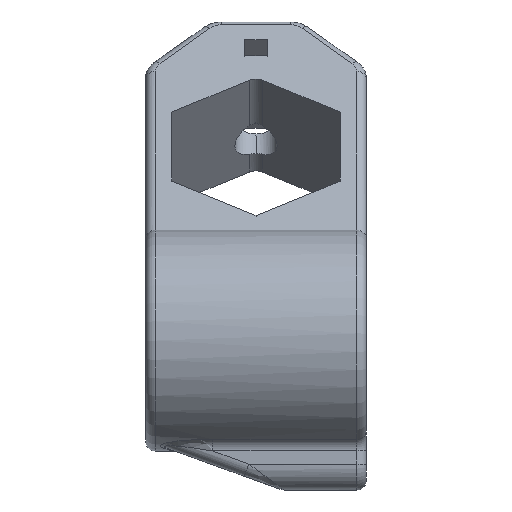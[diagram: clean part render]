
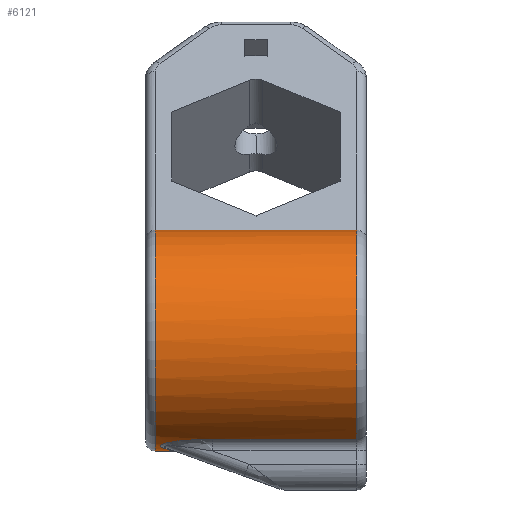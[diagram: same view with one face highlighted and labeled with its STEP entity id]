
A CAD part, left-side view. The second image highlights one B-rep face of the part: STEP entity #6121.
In plain terms, the highlighted cylindrical face has radius 8.5 mm (diameter 17 mm), a partial arc.
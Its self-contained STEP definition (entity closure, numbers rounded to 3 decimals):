
#12 = CARTESIAN_POINT ( 'NONE',  ( -9.013, 7.161, -8.258 ) ) ;
#54 = VECTOR ( 'NONE', #2288, 1000. ) ;
#237 = B_SPLINE_CURVE_WITH_KNOTS ( 'NONE', 3,
 ( #455, #1376, #1327, #1807, #3668, #6065, #370, #1786, #4658, #4167, #1864, #4224, #5131, #2264, #5593, #3247, #434, #4207 ),
 .UNSPECIFIED., .F., .F.,
 ( 4, 2, 2, 2, 2, 2, 2, 2, 4 ),
 ( 0., 0., 0.001, 0.001, 0.001, 0.002, 0.003, 0.004, 0.005 ),
 .UNSPECIFIED. ) ;
#316 = CARTESIAN_POINT ( 'NONE',  ( -7., -7.75, 8.5 ) ) ;
#370 = CARTESIAN_POINT ( 'NONE',  ( -9.791, 7.293, -8.029 ) ) ;
#434 = CARTESIAN_POINT ( 'NONE',  ( -10.803, 3.755, -7.602 ) ) ;
#455 = CARTESIAN_POINT ( 'NONE',  ( -9.013, 7.161, -8.258 ) ) ;
#875 = CYLINDRICAL_SURFACE ( 'NONE', #5459, 8.5 ) ;
#1130 = CARTESIAN_POINT ( 'NONE',  ( -7., -7.75, 0. ) ) ;
#1267 = ORIENTED_EDGE ( 'NONE', *, *, #5864, .F. ) ;
#1327 = CARTESIAN_POINT ( 'NONE',  ( -9.189, 7.278, -8.214 ) ) ;
#1359 = VERTEX_POINT ( 'NONE', #12 ) ;
#1376 = CARTESIAN_POINT ( 'NONE',  ( -9.098, 7.225, -8.237 ) ) ;
#1404 = CARTESIAN_POINT ( 'NONE',  ( -7., 7.75, -8.5 ) ) ;
#1504 = ORIENTED_EDGE ( 'NONE', *, *, #5103, .T. ) ;
#1538 = VECTOR ( 'NONE', #5828, 1000. ) ;
#1742 = CARTESIAN_POINT ( 'NONE',  ( -10.803, 8.5, -7.602 ) ) ;
#1786 = CARTESIAN_POINT ( 'NONE',  ( -9.959, 7.176, -7.969 ) ) ;
#1807 = CARTESIAN_POINT ( 'NONE',  ( -9.386, 7.347, -8.159 ) ) ;
#1817 = LINE ( 'NONE', #1742, #4027 ) ;
#1864 = CARTESIAN_POINT ( 'NONE',  ( -10.317, 6.663, -7.826 ) ) ;
#1913 = CARTESIAN_POINT ( 'NONE',  ( -7., 7.75, 0. ) ) ;
#1999 = EDGE_CURVE ( 'NONE', #2575, #1359, #2808, .T. ) ;
#2001 = CARTESIAN_POINT ( 'NONE',  ( -7., 8.5, 8.5 ) ) ;
#2060 = VERTEX_POINT ( 'NONE', #316 ) ;
#2264 = CARTESIAN_POINT ( 'NONE',  ( -10.666, 5.447, -7.669 ) ) ;
#2288 = DIRECTION ( 'NONE',  ( 0., -1., 0. ) ) ;
#2515 = CARTESIAN_POINT ( 'NONE',  ( -7.679, 6.419, -8.5 ) ) ;
#2575 = VERTEX_POINT ( 'NONE', #3155 ) ;
#2792 = LINE ( 'NONE', #2001, #1538 ) ;
#2808 =( BOUNDED_CURVE ( )  B_SPLINE_CURVE ( 3, ( #5876, #2515, #3044, #4888 ),
 .UNSPECIFIED., .F., .T. ) 
 B_SPLINE_CURVE_WITH_KNOTS ( ( 4, 4 ),
 ( 0., 0.239 ),
 .UNSPECIFIED. ) 
 CURVE ( )  GEOMETRIC_REPRESENTATION_ITEM ( )  RATIONAL_B_SPLINE_CURVE ( ( 1., 0.995, 0.995, 1. ) ) 
 REPRESENTATION_ITEM ( '' )  );
#2834 = DIRECTION ( 'NONE',  ( 0., 0., 1. ) ) ;
#2910 = EDGE_CURVE ( 'NONE', #1359, #5676, #237, .T. ) ;
#3044 = CARTESIAN_POINT ( 'NONE',  ( -8.353, 6.667, -8.419 ) ) ;
#3144 = ORIENTED_EDGE ( 'NONE', *, *, #2910, .T. ) ;
#3155 = CARTESIAN_POINT ( 'NONE',  ( -7., 6.419, -8.5 ) ) ;
#3224 = CARTESIAN_POINT ( 'NONE',  ( -10.803, -7.75, -7.602 ) ) ;
#3247 = CARTESIAN_POINT ( 'NONE',  ( -10.789, 4.179, -7.609 ) ) ;
#3290 = DIRECTION ( 'NONE',  ( 0., -1., 0. ) ) ;
#3298 = CARTESIAN_POINT ( 'NONE',  ( -10.803, 3.329, -7.602 ) ) ;
#3497 = AXIS2_PLACEMENT_3D ( 'NONE', #1130, #5458, #4450 ) ;
#3512 = VERTEX_POINT ( 'NONE', #1404 ) ;
#3668 = CARTESIAN_POINT ( 'NONE',  ( -9.491, 7.361, -8.128 ) ) ;
#3706 = CARTESIAN_POINT ( 'NONE',  ( -7., 8.5, -8.5 ) ) ;
#4027 = VECTOR ( 'NONE', #5553, 1000. ) ;
#4108 = ORIENTED_EDGE ( 'NONE', *, *, #4131, .T. ) ;
#4131 = EDGE_CURVE ( 'NONE', #5676, #4242, #1817, .T. ) ;
#4167 = CARTESIAN_POINT ( 'NONE',  ( -10.225, 6.854, -7.866 ) ) ;
#4203 = FACE_OUTER_BOUND ( 'NONE', #4574, .T. ) ;
#4207 = CARTESIAN_POINT ( 'NONE',  ( -10.803, 3.329, -7.602 ) ) ;
#4224 = CARTESIAN_POINT ( 'NONE',  ( -10.467, 6.269, -7.761 ) ) ;
#4242 = VERTEX_POINT ( 'NONE', #3224 ) ;
#4307 = DIRECTION ( 'NONE',  ( 0., -1., 0. ) ) ;
#4430 = ORIENTED_EDGE ( 'NONE', *, *, #1999, .T. ) ;
#4450 = DIRECTION ( 'NONE',  ( 0., 0., 1. ) ) ;
#4574 = EDGE_LOOP ( 'NONE', ( #1267, #6031, #4914, #4430, #3144, #4108, #1504 ) ) ;
#4658 = CARTESIAN_POINT ( 'NONE',  ( -10.033, 7.101, -7.941 ) ) ;
#4799 = EDGE_CURVE ( 'NONE', #5916, #3512, #5583, .T. ) ;
#4888 = CARTESIAN_POINT ( 'NONE',  ( -9.013, 7.161, -8.258 ) ) ;
#4914 = ORIENTED_EDGE ( 'NONE', *, *, #6092, .T. ) ;
#5034 = AXIS2_PLACEMENT_3D ( 'NONE', #1913, #4307, #2834 ) ;
#5103 = EDGE_CURVE ( 'NONE', #4242, #2060, #5212, .T. ) ;
#5131 = CARTESIAN_POINT ( 'NONE',  ( -10.525, 6.066, -7.735 ) ) ;
#5205 = DIRECTION ( 'NONE',  ( 0., 0., -1. ) ) ;
#5212 = CIRCLE ( 'NONE', #3497, 8.5 ) ;
#5389 = CARTESIAN_POINT ( 'NONE',  ( -7., 7.75, 8.5 ) ) ;
#5458 = DIRECTION ( 'NONE',  ( 0., 1., 0. ) ) ;
#5459 = AXIS2_PLACEMENT_3D ( 'NONE', #6126, #3290, #5205 ) ;
#5466 = LINE ( 'NONE', #3706, #54 ) ;
#5553 = DIRECTION ( 'NONE',  ( 0., -1., 0. ) ) ;
#5583 = CIRCLE ( 'NONE', #5034, 8.5 ) ;
#5593 = CARTESIAN_POINT ( 'NONE',  ( -10.72, 5.024, -7.643 ) ) ;
#5676 = VERTEX_POINT ( 'NONE', #3298 ) ;
#5828 = DIRECTION ( 'NONE',  ( 0., -1., 0. ) ) ;
#5864 = EDGE_CURVE ( 'NONE', #5916, #2060, #2792, .T. ) ;
#5876 = CARTESIAN_POINT ( 'NONE',  ( -7., 6.419, -8.5 ) ) ;
#5916 = VERTEX_POINT ( 'NONE', #5389 ) ;
#6031 = ORIENTED_EDGE ( 'NONE', *, *, #4799, .T. ) ;
#6065 = CARTESIAN_POINT ( 'NONE',  ( -9.695, 7.334, -8.062 ) ) ;
#6092 = EDGE_CURVE ( 'NONE', #3512, #2575, #5466, .T. ) ;
#6121 = ADVANCED_FACE ( 'NONE', ( #4203 ), #875, .T. ) ;
#6126 = CARTESIAN_POINT ( 'NONE',  ( -7., 8.5, 0. ) ) ;
